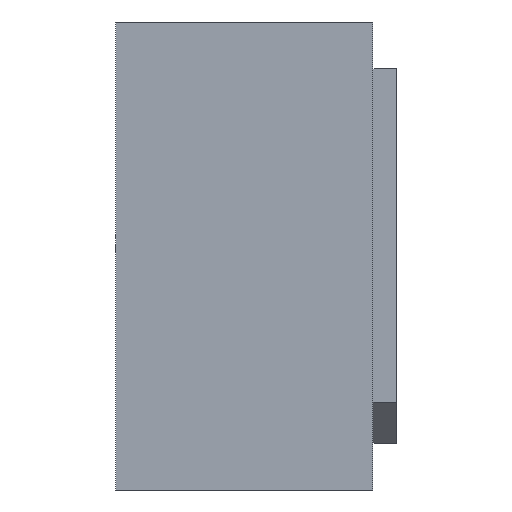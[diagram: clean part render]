
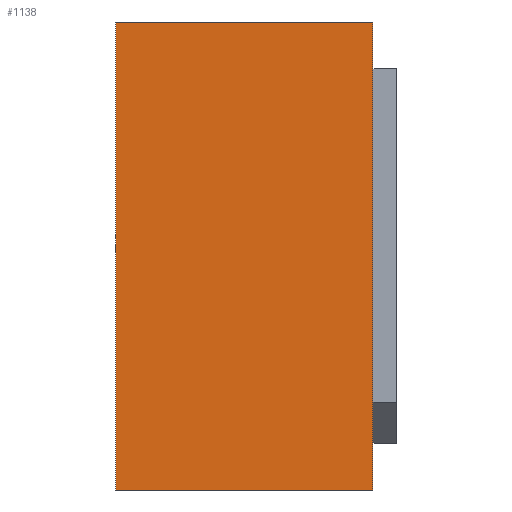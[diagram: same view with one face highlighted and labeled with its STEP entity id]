
A CAD part, left-side view. The second image highlights one B-rep face of the part: STEP entity #1138.
In plain terms, the highlighted planar face has unit normal (-1, 0, 0).
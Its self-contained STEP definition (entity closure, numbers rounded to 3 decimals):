
#30 = DIRECTION ( 'NONE',  ( 0., -1., 0. ) ) ;
#220 = DIRECTION ( 'NONE',  ( 0., -1., 0. ) ) ;
#444 = EDGE_CURVE ( 'NONE', #1942, #2078, #827, .T. ) ;
#593 = DIRECTION ( 'NONE',  ( 1., 0., 0. ) ) ;
#594 = CARTESIAN_POINT ( 'NONE',  ( -0.8, 0.05, 0.5 ) ) ;
#628 = LINE ( 'NONE', #594, #1434 ) ;
#671 = EDGE_CURVE ( 'NONE', #2078, #1236, #725, .T. ) ;
#724 = CARTESIAN_POINT ( 'NONE',  ( -0.8, 3.087, 0.5 ) ) ;
#725 = LINE ( 'NONE', #1692, #2326 ) ;
#747 = PLANE ( 'NONE',  #2213 ) ;
#758 = VECTOR ( 'NONE', #220, 1000. ) ;
#776 = LINE ( 'NONE', #2082, #758 ) ;
#827 = LINE ( 'NONE', #1527, #833 ) ;
#833 = VECTOR ( 'NONE', #975, 1000. ) ;
#876 = DIRECTION ( 'NONE',  ( 0., 0., -1. ) ) ;
#899 = EDGE_CURVE ( 'NONE', #1942, #1261, #776, .T. ) ;
#975 = DIRECTION ( 'NONE',  ( 0., 0., 1. ) ) ;
#1138 = ADVANCED_FACE ( 'NONE', ( #1804 ), #747, .F. ) ;
#1236 = VERTEX_POINT ( 'NONE', #1953 ) ;
#1261 = VERTEX_POINT ( 'NONE', #1560 ) ;
#1381 = EDGE_LOOP ( 'NONE', ( #1685, #1896, #1641, #1946 ) ) ;
#1434 = VECTOR ( 'NONE', #1666, 1000. ) ;
#1527 = CARTESIAN_POINT ( 'NONE',  ( -0.8, 0.6, 0.5 ) ) ;
#1554 = CARTESIAN_POINT ( 'NONE',  ( -0.8, 0.6, -0.5 ) ) ;
#1560 = CARTESIAN_POINT ( 'NONE',  ( -0.8, 0.05, -0.5 ) ) ;
#1641 = ORIENTED_EDGE ( 'NONE', *, *, #2085, .T. ) ;
#1666 = DIRECTION ( 'NONE',  ( 0., 0., 1. ) ) ;
#1685 = ORIENTED_EDGE ( 'NONE', *, *, #444, .F. ) ;
#1692 = CARTESIAN_POINT ( 'NONE',  ( -0.8, 3.087, 0.5 ) ) ;
#1804 = FACE_OUTER_BOUND ( 'NONE', #1381, .T. ) ;
#1896 = ORIENTED_EDGE ( 'NONE', *, *, #899, .T. ) ;
#1942 = VERTEX_POINT ( 'NONE', #1554 ) ;
#1946 = ORIENTED_EDGE ( 'NONE', *, *, #671, .F. ) ;
#1953 = CARTESIAN_POINT ( 'NONE',  ( -0.8, 0.05, 0.5 ) ) ;
#2078 = VERTEX_POINT ( 'NONE', #2257 ) ;
#2082 = CARTESIAN_POINT ( 'NONE',  ( -0.8, 3.087, -0.5 ) ) ;
#2085 = EDGE_CURVE ( 'NONE', #1261, #1236, #628, .T. ) ;
#2213 = AXIS2_PLACEMENT_3D ( 'NONE', #724, #593, #876 ) ;
#2257 = CARTESIAN_POINT ( 'NONE',  ( -0.8, 0.6, 0.5 ) ) ;
#2326 = VECTOR ( 'NONE', #30, 1000. ) ;
